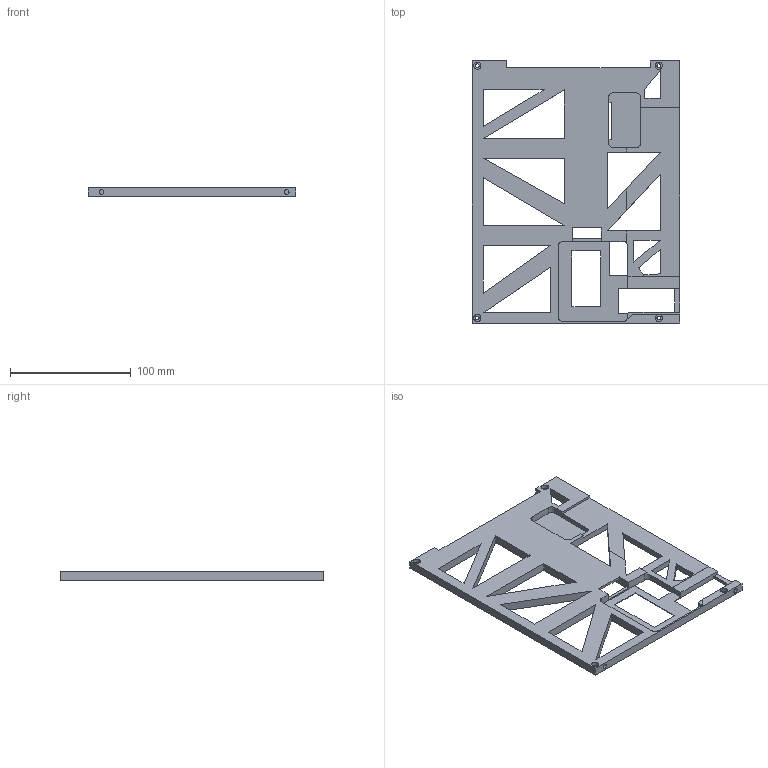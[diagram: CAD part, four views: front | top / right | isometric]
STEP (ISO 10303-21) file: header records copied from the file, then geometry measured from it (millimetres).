
FILE_DESCRIPTION(('FreeCAD Model'),'2;1');
FILE_NAME('Open CASCADE Shape Model','2024-10-27T16:11:06',(''),(''), 'Open CASCADE STEP processor 7.7','Ondsel','Unknown');
FILE_SCHEMA(('AUTOMOTIVE_DESIGN { 1 0 10303 214 1 1 1 1 }'));
Length unit declared in the file: millimetre
Products named in the file (1): internal-frame
Bounding box: 171.4 x 216.7 x 7 mm (x, y, z)
Volume: 120481.3 mm3; surface area: 69513.1 mm2
Topology: 1 solids, 1 shells, 142 faces, 396 edges, 264 vertices
Faces by surface type: plane 117, cylinder 25
Full cylindrical faces by diameter (mm): 3.1 x4, 3.9 x4, 5 x4, 6 x4
Entity records: 4615 total; most frequent: CARTESIAN_POINT 803, ORIENTED_EDGE 792, DIRECTION 733, EDGE_CURVE 396, LINE 345, VECTOR 345, VERTEX_POINT 264, AXIS2_PLACEMENT_3D 194
